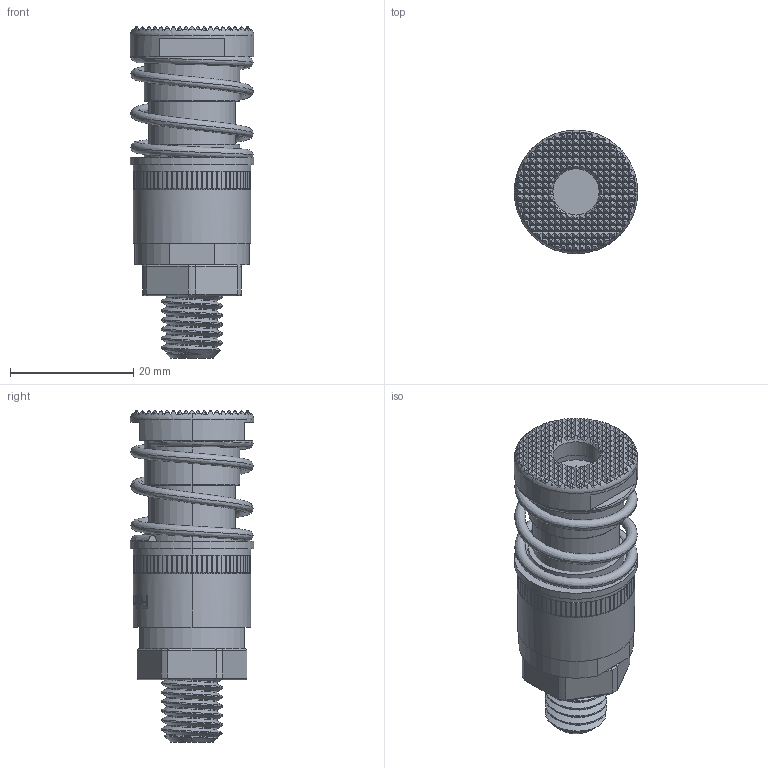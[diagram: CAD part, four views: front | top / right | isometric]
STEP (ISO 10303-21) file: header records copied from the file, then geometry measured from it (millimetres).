
FILE_DESCRIPTION (( 'STEP AP214' ), '1' );
FILE_NAME ('MOD-HC04A06xxxG.STEP', '2019-07-10T11:50:56', ( 'firstrun' ), ( 'Hewlett-Packard Company' ), 'SwSTEP 2.0', 'SolidWorks 2015', '' );
FILE_SCHEMA (( 'AUTOMOTIVE_DESIGN' ));
Length unit declared in the file: millimetre
Products named in the file (1): MOD-HC04A06xxxG
Bounding box: 20 x 20 x 53.8 mm (x, y, z)
Volume: 13510.7 mm3; surface area: 7897.3 mm2
Topology: 4 solids, 4 shells, 2020 faces, 4235 edges, 2243 vertices
Faces by surface type: plane 1557, cylinder 251, cone 92, bspline 66, torus 54
Entity records: 66746 total; most frequent: CARTESIAN_POINT 26889, ORIENTED_EDGE 8470, DIRECTION 7656, EDGE_CURVE 4235, AXIS2_PLACEMENT_3D 2558, VECTOR 2540, LINE 2540, VERTEX_POINT 2243
